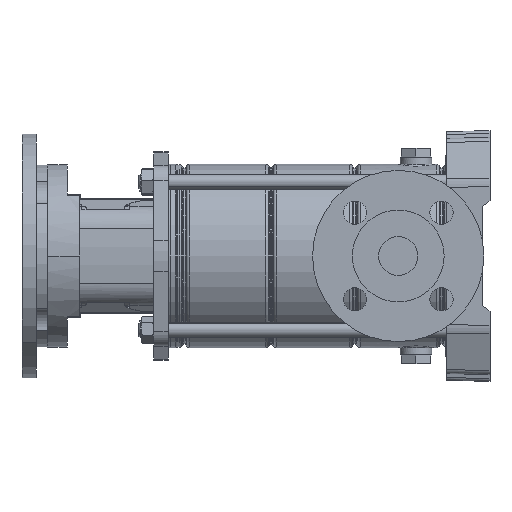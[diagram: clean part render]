
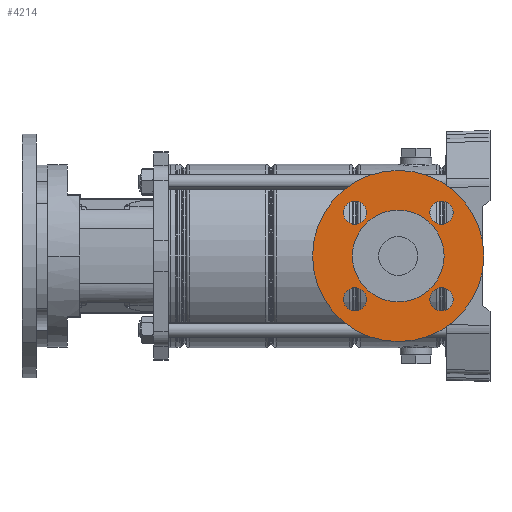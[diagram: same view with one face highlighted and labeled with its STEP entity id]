
A CAD part, left-side view. The second image highlights one B-rep face of the part: STEP entity #4214.
In plain terms, the highlighted face is planar.
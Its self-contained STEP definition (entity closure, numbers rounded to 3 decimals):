
#1 = EDGE_CURVE ( 'NONE', #6882, #6909, #24383, .T. ) ;
#10 = CARTESIAN_POINT ( 'NONE',  ( -35.355, 123., 12.145 ) ) ;
#125 = VERTEX_POINT ( 'NONE', #18647 ) ;
#172 = EDGE_CURVE ( 'NONE', #13976, #4927, #12837, .T. ) ;
#363 = ORIENTED_EDGE ( 'NONE', *, *, #4646, .F. ) ;
#765 = AXIS2_PLACEMENT_3D ( 'NONE', #3813, #23896, #3210 ) ;
#827 = DIRECTION ( 'NONE',  ( 0., 0., 1. ) ) ;
#1451 = EDGE_CURVE ( 'NONE', #26915, #17202, #27359, .T. ) ;
#2171 = CIRCLE ( 'NONE', #6048, 9.5 ) ;
#2286 = CARTESIAN_POINT ( 'NONE',  ( 0., 123., 47.5 ) ) ;
#2329 = EDGE_CURVE ( 'NONE', #18886, #28062, #24491, .T. ) ;
#2510 = ORIENTED_EDGE ( 'NONE', *, *, #22808, .T. ) ;
#2676 = AXIS2_PLACEMENT_3D ( 'NONE', #19535, #3382, #13061 ) ;
#2801 = AXIS2_PLACEMENT_3D ( 'NONE', #2286, #11508, #9228 ) ;
#3163 = AXIS2_PLACEMENT_3D ( 'NONE', #12310, #26645, #827 ) ;
#3210 = DIRECTION ( 'NONE',  ( 0., 0., 1. ) ) ;
#3298 = EDGE_LOOP ( 'NONE', ( #6495, #13700 ) ) ;
#3380 = VERTEX_POINT ( 'NONE', #3785 ) ;
#3382 = DIRECTION ( 'NONE',  ( 0., 1., 0. ) ) ;
#3542 = FACE_BOUND ( 'NONE', #14223, .T. ) ;
#3785 = CARTESIAN_POINT ( 'NONE',  ( -35.355, 123., 92.355 ) ) ;
#3813 = CARTESIAN_POINT ( 'NONE',  ( -35.355, 123., 12.145 ) ) ;
#4214 = ADVANCED_FACE ( 'NONE', ( #13217, #3542, #24390, #19554, #26503, #10791 ), #10641, .T. ) ;
#4506 = CARTESIAN_POINT ( 'NONE',  ( 35.355, 123., 73.355 ) ) ;
#4646 = EDGE_CURVE ( 'NONE', #17202, #26915, #12327, .T. ) ;
#4927 = VERTEX_POINT ( 'NONE', #27799 ) ;
#5074 = EDGE_LOOP ( 'NONE', ( #2510, #12866 ) ) ;
#5195 = ORIENTED_EDGE ( 'NONE', *, *, #28134, .T. ) ;
#6048 = AXIS2_PLACEMENT_3D ( 'NONE', #27430, #13555, #27568 ) ;
#6121 = CIRCLE ( 'NONE', #22008, 9.5 ) ;
#6208 = DIRECTION ( 'NONE',  ( 0., 0., 1. ) ) ;
#6495 = ORIENTED_EDGE ( 'NONE', *, *, #28948, .F. ) ;
#6675 = CARTESIAN_POINT ( 'NONE',  ( 35.355, 123., 82.855 ) ) ;
#6882 = VERTEX_POINT ( 'NONE', #25893 ) ;
#6909 = VERTEX_POINT ( 'NONE', #14428 ) ;
#7321 = VERTEX_POINT ( 'NONE', #8326 ) ;
#7519 = CIRCLE ( 'NONE', #23435, 9.5 ) ;
#7936 = CARTESIAN_POINT ( 'NONE',  ( 0., 123., 85. ) ) ;
#7981 = DIRECTION ( 'NONE',  ( 0., 1., 0. ) ) ;
#8326 = CARTESIAN_POINT ( 'NONE',  ( -35.355, 123., 73.355 ) ) ;
#8383 = DIRECTION ( 'NONE',  ( 0., 0., 1. ) ) ;
#8384 = CARTESIAN_POINT ( 'NONE',  ( 0., 123., 85. ) ) ;
#8457 = DIRECTION ( 'NONE',  ( 0., 1., 0. ) ) ;
#8897 = CARTESIAN_POINT ( 'NONE',  ( 0., 123., 10. ) ) ;
#9116 = EDGE_LOOP ( 'NONE', ( #23159, #363 ) ) ;
#9221 = DIRECTION ( 'NONE',  ( 0., 0., 1. ) ) ;
#9228 = DIRECTION ( 'NONE',  ( 0., 0., 1. ) ) ;
#9586 = DIRECTION ( 'NONE',  ( 0., 0., 1. ) ) ;
#9674 = DIRECTION ( 'NONE',  ( 0., 1., 0. ) ) ;
#10401 = CIRCLE ( 'NONE', #2676, 70. ) ;
#10641 = PLANE ( 'NONE',  #14716 ) ;
#10791 = FACE_BOUND ( 'NONE', #16452, .T. ) ;
#10886 = DIRECTION ( 'NONE',  ( 0., 1., 0. ) ) ;
#10914 = CIRCLE ( 'NONE', #21991, 9.5 ) ;
#11508 = DIRECTION ( 'NONE',  ( 0., -1., 0. ) ) ;
#12310 = CARTESIAN_POINT ( 'NONE',  ( 0., 123., 47.5 ) ) ;
#12327 = CIRCLE ( 'NONE', #765, 9.5 ) ;
#12469 = EDGE_CURVE ( 'NONE', #7321, #3380, #24299, .T. ) ;
#12837 = CIRCLE ( 'NONE', #13801, 9.5 ) ;
#12866 = ORIENTED_EDGE ( 'NONE', *, *, #1, .T. ) ;
#13022 = DIRECTION ( 'NONE',  ( 0., 1., 0. ) ) ;
#13036 = CARTESIAN_POINT ( 'NONE',  ( -35.355, 123., 2.645 ) ) ;
#13061 = DIRECTION ( 'NONE',  ( 0., 0., 1. ) ) ;
#13217 = FACE_BOUND ( 'NONE', #15332, .T. ) ;
#13555 = DIRECTION ( 'NONE',  ( 0., 1., 0. ) ) ;
#13700 = ORIENTED_EDGE ( 'NONE', *, *, #12469, .F. ) ;
#13801 = AXIS2_PLACEMENT_3D ( 'NONE', #6675, #13022, #29306 ) ;
#13976 = VERTEX_POINT ( 'NONE', #4506 ) ;
#14002 = EDGE_CURVE ( 'NONE', #22985, #125, #7519, .T. ) ;
#14223 = EDGE_LOOP ( 'NONE', ( #15359, #15283 ) ) ;
#14356 = AXIS2_PLACEMENT_3D ( 'NONE', #10, #9674, #9221 ) ;
#14428 = CARTESIAN_POINT ( 'NONE',  ( 0., 123., 117.5 ) ) ;
#14716 = AXIS2_PLACEMENT_3D ( 'NONE', #8384, #28610, #29047 ) ;
#14720 = AXIS2_PLACEMENT_3D ( 'NONE', #28702, #14828, #9586 ) ;
#14828 = DIRECTION ( 'NONE',  ( 0., 1., 0. ) ) ;
#15283 = ORIENTED_EDGE ( 'NONE', *, *, #27728, .F. ) ;
#15332 = EDGE_LOOP ( 'NONE', ( #18504, #18928 ) ) ;
#15359 = ORIENTED_EDGE ( 'NONE', *, *, #14002, .F. ) ;
#16452 = EDGE_LOOP ( 'NONE', ( #5195, #22229 ) ) ;
#16671 = CIRCLE ( 'NONE', #3163, 37.5 ) ;
#17202 = VERTEX_POINT ( 'NONE', #13036 ) ;
#17635 = DIRECTION ( 'NONE',  ( 0., 0., 1. ) ) ;
#18504 = ORIENTED_EDGE ( 'NONE', *, *, #28560, .F. ) ;
#18647 = CARTESIAN_POINT ( 'NONE',  ( 35.355, 123., 2.645 ) ) ;
#18886 = VERTEX_POINT ( 'NONE', #8897 ) ;
#18928 = ORIENTED_EDGE ( 'NONE', *, *, #172, .F. ) ;
#19535 = CARTESIAN_POINT ( 'NONE',  ( 0., 123., 47.5 ) ) ;
#19554 = FACE_BOUND ( 'NONE', #9116, .T. ) ;
#20081 = CARTESIAN_POINT ( 'NONE',  ( 35.355, 123., 82.855 ) ) ;
#21991 = AXIS2_PLACEMENT_3D ( 'NONE', #20081, #8457, #6208 ) ;
#22008 = AXIS2_PLACEMENT_3D ( 'NONE', #29255, #7981, #17635 ) ;
#22229 = ORIENTED_EDGE ( 'NONE', *, *, #2329, .T. ) ;
#22808 = EDGE_CURVE ( 'NONE', #6909, #6882, #10401, .T. ) ;
#22985 = VERTEX_POINT ( 'NONE', #29480 ) ;
#23159 = ORIENTED_EDGE ( 'NONE', *, *, #1451, .F. ) ;
#23435 = AXIS2_PLACEMENT_3D ( 'NONE', #28055, #26350, #8383 ) ;
#23816 = AXIS2_PLACEMENT_3D ( 'NONE', #24331, #10886, #24786 ) ;
#23896 = DIRECTION ( 'NONE',  ( 0., 1., 0. ) ) ;
#24299 = CIRCLE ( 'NONE', #23816, 9.5 ) ;
#24331 = CARTESIAN_POINT ( 'NONE',  ( -35.355, 123., 82.855 ) ) ;
#24383 = CIRCLE ( 'NONE', #14720, 70. ) ;
#24390 = FACE_BOUND ( 'NONE', #3298, .T. ) ;
#24491 = CIRCLE ( 'NONE', #2801, 37.5 ) ;
#24786 = DIRECTION ( 'NONE',  ( 0., 0., 1. ) ) ;
#25893 = CARTESIAN_POINT ( 'NONE',  ( 0., 123., -22.5 ) ) ;
#26020 = CARTESIAN_POINT ( 'NONE',  ( -35.355, 123., 21.645 ) ) ;
#26350 = DIRECTION ( 'NONE',  ( 0., 1., 0. ) ) ;
#26503 = FACE_OUTER_BOUND ( 'NONE', #5074, .T. ) ;
#26645 = DIRECTION ( 'NONE',  ( 0., -1., 0. ) ) ;
#26915 = VERTEX_POINT ( 'NONE', #26020 ) ;
#27359 = CIRCLE ( 'NONE', #14356, 9.5 ) ;
#27430 = CARTESIAN_POINT ( 'NONE',  ( 35.355, 123., 12.145 ) ) ;
#27568 = DIRECTION ( 'NONE',  ( 0., 0., 1. ) ) ;
#27728 = EDGE_CURVE ( 'NONE', #125, #22985, #2171, .T. ) ;
#27799 = CARTESIAN_POINT ( 'NONE',  ( 35.355, 123., 92.355 ) ) ;
#28055 = CARTESIAN_POINT ( 'NONE',  ( 35.355, 123., 12.145 ) ) ;
#28062 = VERTEX_POINT ( 'NONE', #7936 ) ;
#28134 = EDGE_CURVE ( 'NONE', #28062, #18886, #16671, .T. ) ;
#28560 = EDGE_CURVE ( 'NONE', #4927, #13976, #10914, .T. ) ;
#28610 = DIRECTION ( 'NONE',  ( 0., 1., 0. ) ) ;
#28702 = CARTESIAN_POINT ( 'NONE',  ( 0., 123., 47.5 ) ) ;
#28948 = EDGE_CURVE ( 'NONE', #3380, #7321, #6121, .T. ) ;
#29047 = DIRECTION ( 'NONE',  ( 0., 0., 1. ) ) ;
#29255 = CARTESIAN_POINT ( 'NONE',  ( -35.355, 123., 82.855 ) ) ;
#29306 = DIRECTION ( 'NONE',  ( 0., 0., 1. ) ) ;
#29480 = CARTESIAN_POINT ( 'NONE',  ( 35.355, 123., 21.645 ) ) ;
